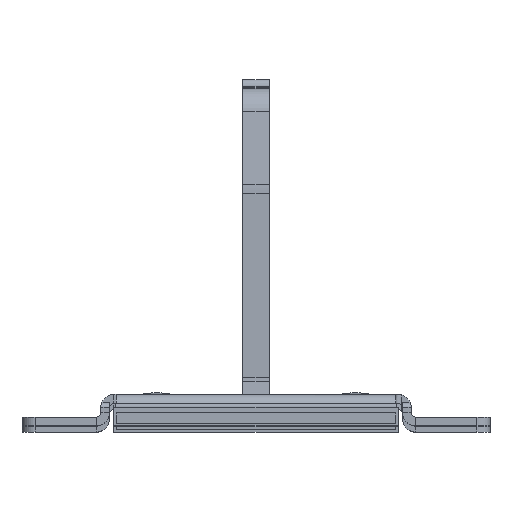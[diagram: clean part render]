
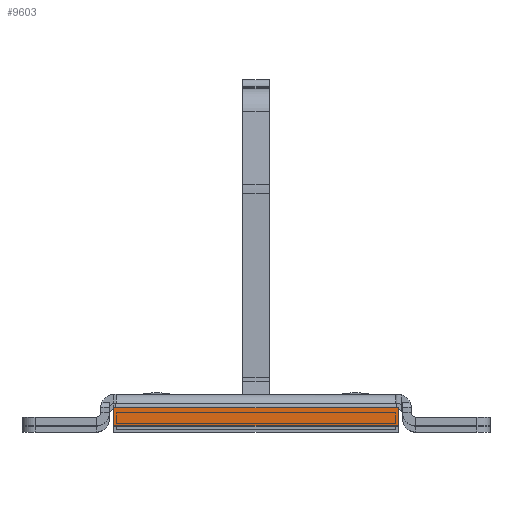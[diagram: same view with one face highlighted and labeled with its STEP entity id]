
A CAD part, top view. The second image highlights one B-rep face of the part: STEP entity #9603.
In plain terms, the highlighted planar face has unit normal (0, 0, 1).
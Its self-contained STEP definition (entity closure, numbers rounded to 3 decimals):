
#1273=FACE_OUTER_BOUND('',#1846,.T.);
#1846=EDGE_LOOP('',(#7943,#7944,#7945,#7946));
#2554=LINE('',#24744,#3408);
#2616=LINE('',#25789,#3470);
#2617=LINE('',#25791,#3471);
#2618=LINE('',#25792,#3472);
#3408=VECTOR('',#12449,1.);
#3470=VECTOR('',#12663,1.);
#3471=VECTOR('',#12664,1.);
#3472=VECTOR('',#12665,1.);
#4300=VERTEX_POINT('',#24734);
#4301=VERTEX_POINT('',#24743);
#4374=VERTEX_POINT('',#25788);
#4375=VERTEX_POINT('',#25790);
#5503=EDGE_CURVE('',#4301,#4300,#2554,.T.);
#5616=EDGE_CURVE('',#4300,#4374,#2616,.T.);
#5617=EDGE_CURVE('',#4374,#4375,#2617,.T.);
#5618=EDGE_CURVE('',#4301,#4375,#2618,.T.);
#7943=ORIENTED_EDGE('',*,*,#5616,.T.);
#7944=ORIENTED_EDGE('',*,*,#5617,.T.);
#7945=ORIENTED_EDGE('',*,*,#5618,.F.);
#7946=ORIENTED_EDGE('',*,*,#5503,.T.);
#9164=PLANE('',#10473);
#9603=ADVANCED_FACE('',(#1273),#9164,.T.);
#10473=AXIS2_PLACEMENT_3D('',#25787,#12661,#12662);
#12449=DIRECTION('',(-1.,0.,0.));
#12661=DIRECTION('center_axis',(0.,0.,
1.));
#12662=DIRECTION('ref_axis',(0.,-1.,0.));
#12663=DIRECTION('',(0.,-1.,0.));
#12664=DIRECTION('',(1.,0.,0.));
#12665=DIRECTION('',(0.,-1.,0.));
#24734=CARTESIAN_POINT('',(-32.5,2.2,865.25));
#24743=CARTESIAN_POINT('',(32.5,2.2,865.25));
#24744=CARTESIAN_POINT('',(32.5,2.2,865.25));
#25787=CARTESIAN_POINT('Origin',(-32.5,2.2,865.25));
#25788=CARTESIAN_POINT('',(-32.5,-2.,865.25));
#25789=CARTESIAN_POINT('',(-32.5,2.2,865.25));
#25790=CARTESIAN_POINT('',(32.5,-2.,865.25));
#25791=CARTESIAN_POINT('',(-32.5,-2.,865.25));
#25792=CARTESIAN_POINT('',(32.5,2.2,865.25));
